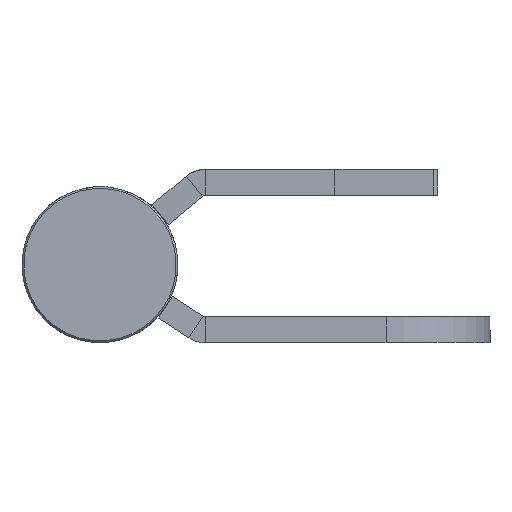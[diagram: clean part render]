
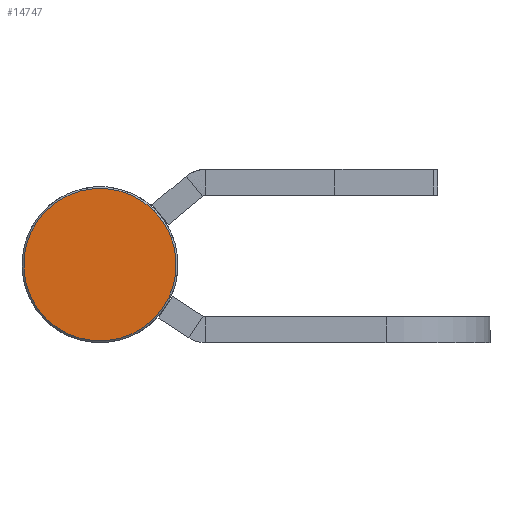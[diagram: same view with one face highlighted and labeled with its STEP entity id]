
A CAD part, left-side view. The second image highlights one B-rep face of the part: STEP entity #14747.
In plain terms, the highlighted face is planar.
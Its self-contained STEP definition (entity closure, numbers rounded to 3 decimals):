
#8 = ORIENTED_EDGE ( 'NONE', *, *, #5389, .F. ) ;
#913 = CARTESIAN_POINT ( 'NONE',  ( 37., 8.8, 0. ) ) ;
#2041 = CARTESIAN_POINT ( 'NONE',  ( 37., 0., 8.8 ) ) ;
#2051 = AXIS2_PLACEMENT_3D ( 'NONE', #2854, #12718, #7810 ) ;
#2259 = DIRECTION ( 'NONE',  ( 0., 0., 1. ) ) ;
#2625 = ORIENTED_EDGE ( 'NONE', *, *, #3541, .F. ) ;
#2716 = CARTESIAN_POINT ( 'NONE',  ( 37., 0., -8.8 ) ) ;
#2854 = CARTESIAN_POINT ( 'NONE',  ( 37., 0., 0. ) ) ;
#3541 = EDGE_CURVE ( 'NONE', #3641, #12495, #7369, .T. ) ;
#3641 = VERTEX_POINT ( 'NONE', #2041 ) ;
#3758 = DIRECTION ( 'NONE',  ( 0., 0., 1. ) ) ;
#4572 = DIRECTION ( 'NONE',  ( -1., 0., 0. ) ) ;
#5389 = EDGE_CURVE ( 'NONE', #12495, #3641, #8072, .T. ) ;
#5538 = AXIS2_PLACEMENT_3D ( 'NONE', #10838, #4572, #2259 ) ;
#6663 = AXIS2_PLACEMENT_3D ( 'NONE', #913, #11076, #3758 ) ;
#7258 = EDGE_LOOP ( 'NONE', ( #2625, #8 ) ) ;
#7369 = CIRCLE ( 'NONE', #2051, 8.8 ) ;
#7810 = DIRECTION ( 'NONE',  ( 0., 0., 1. ) ) ;
#8072 = CIRCLE ( 'NONE', #5538, 8.8 ) ;
#10838 = CARTESIAN_POINT ( 'NONE',  ( 37., 0., 0. ) ) ;
#11076 = DIRECTION ( 'NONE',  ( -1., 0., 0. ) ) ;
#12495 = VERTEX_POINT ( 'NONE', #2716 ) ;
#12718 = DIRECTION ( 'NONE',  ( -1., 0., 0. ) ) ;
#14275 = PLANE ( 'NONE',  #6663 ) ;
#14692 = FACE_OUTER_BOUND ( 'NONE', #7258, .T. ) ;
#14747 = ADVANCED_FACE ( 'NONE', ( #14692 ), #14275, .F. ) ;
